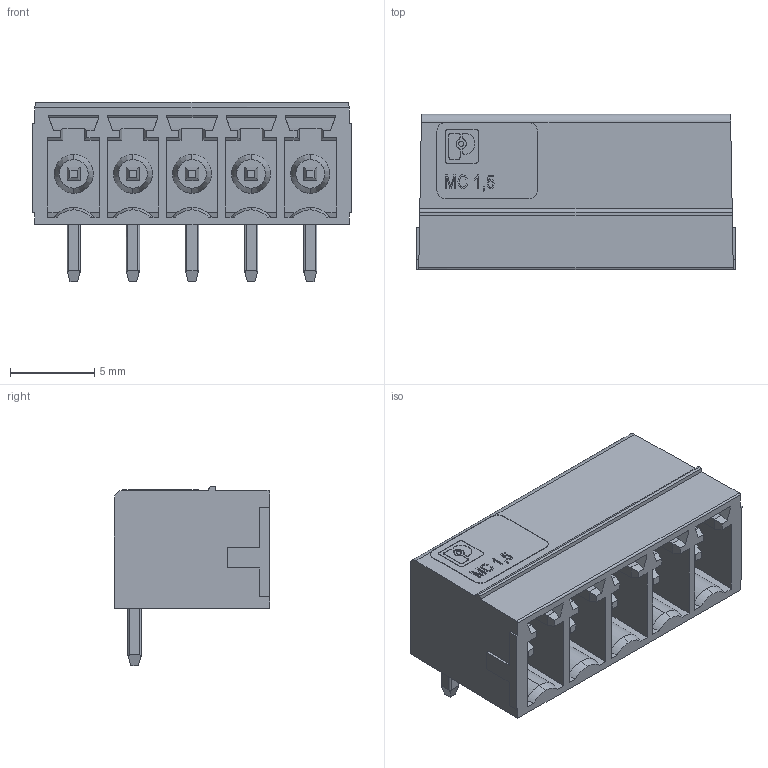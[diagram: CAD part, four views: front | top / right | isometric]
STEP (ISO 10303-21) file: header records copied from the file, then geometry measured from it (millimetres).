
FILE_DESCRIPTION(('STEP AP214'),'1');
FILE_NAME('cctmp_EC6265AC-0820-417A-8C0D-4CD0396DE804_2023_02_03_12_43_42_0842_10556..stp','2023-02-03T12:43:43',('PHOENIX CONTACT Deutschland GmbH'),('CADClick - www.CADClick.com'),'Spatial InterOp 3D',' ','unknown authorization');
FILE_SCHEMA(('AUTOMOTIVE_DESIGN'));
Length unit declared in the file: millimetre
Products named in the file (7): 2023_02_03_12_43_42_0544; 2023_02_03_12_43_42_0842; 2023_02_03_12_43_42_0826; 2023_02_03_12_43_42_0811; 2023_02_03_12_43_42_0795; 2023_02_03_12_43_42_0780; 2023_02_03_12_43_42_0747
Assembly tree (6 placements, depth 2):
  2023_02_03_12_43_42_0544
    2023_02_03_12_43_42_0842
    2023_02_03_12_43_42_0826
    2023_02_03_12_43_42_0811
    2023_02_03_12_43_42_0795
    2023_02_03_12_43_42_0780
    2023_02_03_12_43_42_0747
Bounding box: 18.9 x 9.2 x 10.65 mm (x, y, z)
Volume: 643.1 mm3; surface area: 1819.6 mm2
Topology: 6 solids, 6 shells, 588 faces, 1632 edges, 1070 vertices
Faces by surface type: plane 445, cylinder 84, torus 20, cone 20, extrusion 19
Entity records: 28073 total; most frequent: CARTESIAN_POINT 4987, ORIENTED_EDGE 3264, DIRECTION 2873, EDGE_CURVE 1632, VECTOR 1319, LINE 1300, STYLED_ITEM 1234, PRESENTATION_STYLE_ASSIGNMENT 1234
